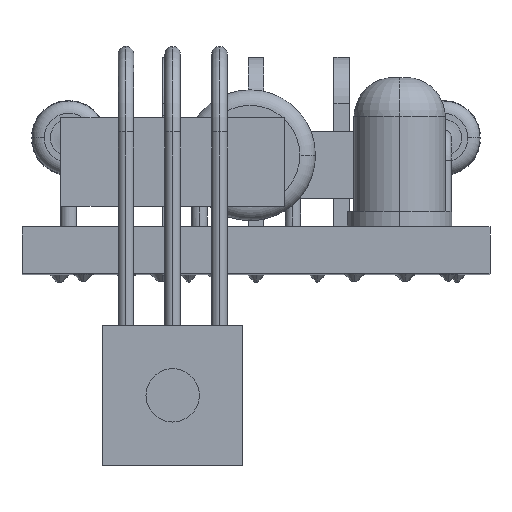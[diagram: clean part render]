
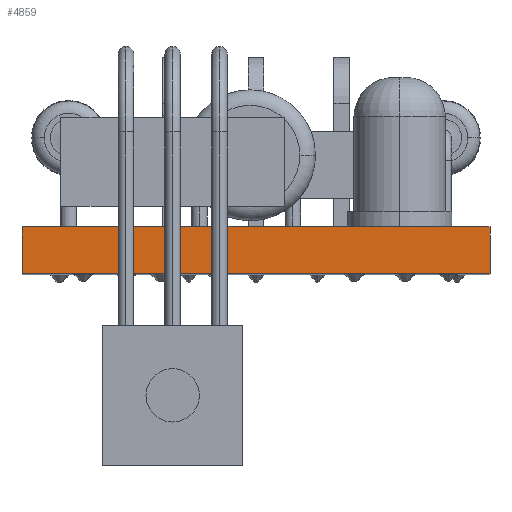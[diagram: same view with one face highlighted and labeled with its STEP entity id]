
A CAD part, top view. The second image highlights one B-rep face of the part: STEP entity #4859.
In plain terms, the highlighted planar face has unit normal (0, 0, 1).
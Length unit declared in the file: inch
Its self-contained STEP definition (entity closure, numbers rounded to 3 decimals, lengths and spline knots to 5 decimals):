
#24 = VERTEX_POINT ( 'NONE', #11901 ) ;
#535 = AXIS2_PLACEMENT_3D ( 'NONE', #2803, #1565, #10438 ) ;
#927 = VECTOR ( 'NONE', #2388, 39.37008 ) ;
#1565 = DIRECTION ( 'NONE',  ( 0., 0., -1. ) ) ;
#2050 = CARTESIAN_POINT ( 'NONE',  ( -0.3005, 0., 0.36175 ) ) ;
#2069 = DIRECTION ( 'NONE',  ( 0., -1., 0. ) ) ;
#2388 = DIRECTION ( 'NONE',  ( 1., 0., 0. ) ) ;
#2404 = CARTESIAN_POINT ( 'NONE',  ( 0.3005, 0., 0.36175 ) ) ;
#2624 = CARTESIAN_POINT ( 'NONE',  ( -0.3005, 0.06, 0.36175 ) ) ;
#2803 = CARTESIAN_POINT ( 'NONE',  ( -0.3005, 0.06, 0.36175 ) ) ;
#3071 = VERTEX_POINT ( 'NONE', #2050 ) ;
#4859 = ADVANCED_FACE ( 'NONE', ( #8324 ), #6155, .F. ) ;
#5030 = CARTESIAN_POINT ( 'NONE',  ( 0.3005, 0.06, 0.36175 ) ) ;
#5074 = EDGE_CURVE ( 'NONE', #3071, #7835, #6367, .T. ) ;
#5802 = LINE ( 'NONE', #12352, #927 ) ;
#6155 = PLANE ( 'NONE',  #535 ) ;
#6367 = LINE ( 'NONE', #7604, #10977 ) ;
#7002 = ORIENTED_EDGE ( 'NONE', *, *, #13555, .T. ) ;
#7531 = CARTESIAN_POINT ( 'NONE',  ( -0.3005, 0.06, 0.36175 ) ) ;
#7604 = CARTESIAN_POINT ( 'NONE',  ( -0.3005, 0., 0.36175 ) ) ;
#7835 = VERTEX_POINT ( 'NONE', #2404 ) ;
#8076 = LINE ( 'NONE', #5030, #13759 ) ;
#8117 = EDGE_CURVE ( 'NONE', #12962, #24, #5802, .T. ) ;
#8324 = FACE_OUTER_BOUND ( 'NONE', #8938, .T. ) ;
#8541 = DIRECTION ( 'NONE',  ( 1., 0., 0. ) ) ;
#8874 = VECTOR ( 'NONE', #2069, 39.37008 ) ;
#8938 = EDGE_LOOP ( 'NONE', ( #9374, #14151, #10923, #7002 ) ) ;
#9374 = ORIENTED_EDGE ( 'NONE', *, *, #5074, .T. ) ;
#10000 = LINE ( 'NONE', #7531, #8874 ) ;
#10438 = DIRECTION ( 'NONE',  ( -1., 0., 0. ) ) ;
#10923 = ORIENTED_EDGE ( 'NONE', *, *, #8117, .F. ) ;
#10977 = VECTOR ( 'NONE', #8541, 39.37008 ) ;
#11561 = DIRECTION ( 'NONE',  ( 0., -1., 0. ) ) ;
#11901 = CARTESIAN_POINT ( 'NONE',  ( 0.3005, 0.06, 0.36175 ) ) ;
#12352 = CARTESIAN_POINT ( 'NONE',  ( -0.3005, 0.06, 0.36175 ) ) ;
#12917 = EDGE_CURVE ( 'NONE', #24, #7835, #8076, .T. ) ;
#12962 = VERTEX_POINT ( 'NONE', #2624 ) ;
#13555 = EDGE_CURVE ( 'NONE', #12962, #3071, #10000, .T. ) ;
#13759 = VECTOR ( 'NONE', #11561, 39.37008 ) ;
#14151 = ORIENTED_EDGE ( 'NONE', *, *, #12917, .F. ) ;
